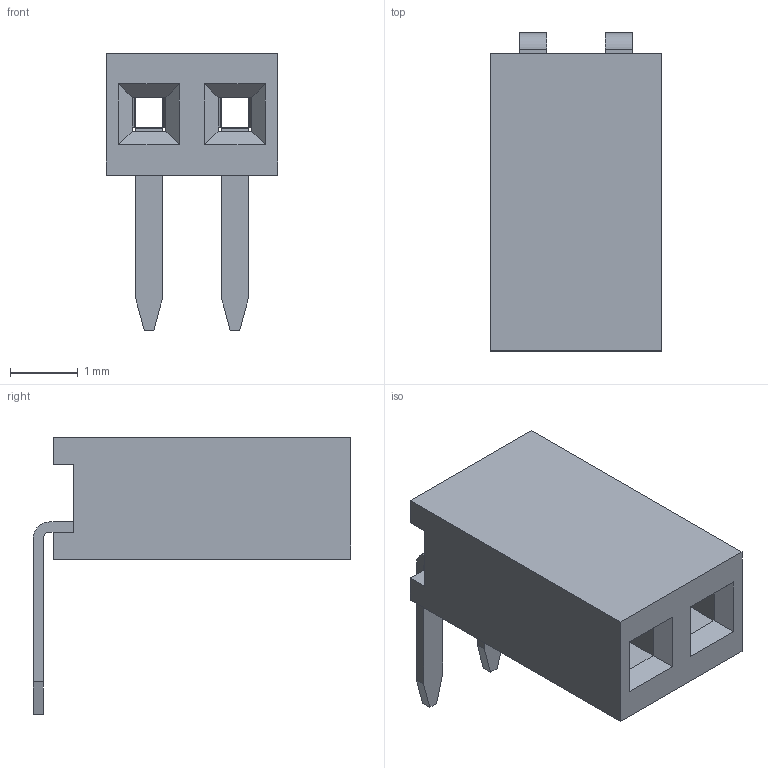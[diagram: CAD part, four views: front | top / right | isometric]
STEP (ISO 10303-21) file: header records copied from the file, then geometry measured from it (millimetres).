
FILE_DESCRIPTION(('STEP AP214'), '1');
FILE_NAME('PBS1.27-R', '', ('UNSPECIFIED'), ('UNSPECIFIED'), 'ASCON STEP Converter 1.6', 'ASCON Math Kernel', '');
FILE_SCHEMA(('AUTOMOTIVE_DESIGN { 1 0 10303 214 3 1 1}'));
Length unit declared in the file: millimetre
Bounding box: 2.54 x 4.7 x 4.1 mm (x, y, z)
Volume: 14.5 mm3; surface area: 115.8 mm2
Topology: 3 solids, 3 shells, 128 faces, 342 edges, 220 vertices
Faces by surface type: plane 110, cylinder 18
Entity records: 4994 total; most frequent: CARTESIAN_POINT 691, ORIENTED_EDGE 684, DIRECTION 636, EDGE_CURVE 342, LINE 306, VECTOR 306, VERTEX_POINT 220, AXIS2_PLACEMENT_3D 165
